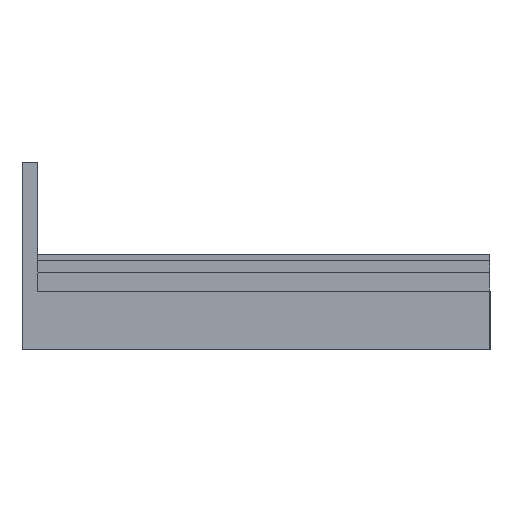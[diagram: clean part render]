
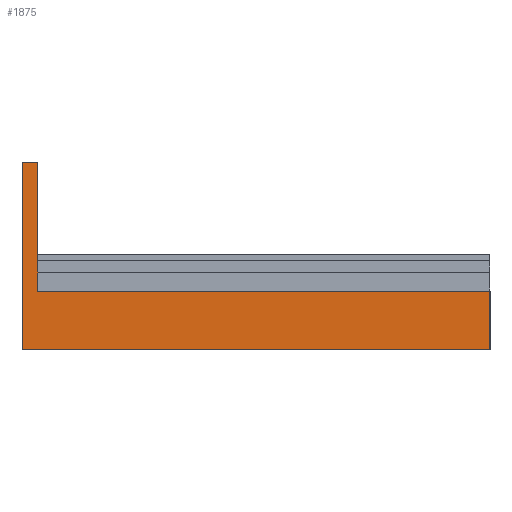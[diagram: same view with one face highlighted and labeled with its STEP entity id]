
A CAD part, left-side view. The second image highlights one B-rep face of the part: STEP entity #1875.
In plain terms, the highlighted planar face has unit normal (-1, 0, 0).
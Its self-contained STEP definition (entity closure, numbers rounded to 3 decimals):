
#1860=AXIS2_PLACEMENT_3D('Plane Axis2P3D',#1857,#1858,#1859) ;
#483=CARTESIAN_POINT('Vertex',(-38.1,58.,-48.5)) ;
#486=CARTESIAN_POINT('Line Origine',(-38.1,58.,-56.75)) ;
#490=CARTESIAN_POINT('Vertex',(-38.1,58.,-65.)) ;
#951=CARTESIAN_POINT('Line Origine',(-38.1,29.,-65.)) ;
#955=CARTESIAN_POINT('Vertex',(-38.1,0.,-65.)) ;
#986=CARTESIAN_POINT('Vertex',(-38.1,60.,-48.5)) ;
#989=CARTESIAN_POINT('Line Origine',(-38.1,59.,-48.5)) ;
#1131=CARTESIAN_POINT('Vertex',(-38.1,60.,-72.5)) ;
#1134=CARTESIAN_POINT('Line Origine',(-38.1,60.,-60.5)) ;
#1761=CARTESIAN_POINT('Line Origine',(-38.1,0.,-68.75)) ;
#1765=CARTESIAN_POINT('Vertex',(-38.1,0.,-72.5)) ;
#1857=CARTESIAN_POINT('Axis2P3D Location',(-38.1,0.,0.)) ;
#1862=CARTESIAN_POINT('Line Origine',(-38.1,30.,-72.5)) ;
#487=DIRECTION('Vector Direction',(0.,0.,-1.)) ;
#952=DIRECTION('Vector Direction',(0.,-1.,0.)) ;
#990=DIRECTION('Vector Direction',(0.,-1.,0.)) ;
#1135=DIRECTION('Vector Direction',(0.,0.,1.)) ;
#1762=DIRECTION('Vector Direction',(0.,0.,-1.)) ;
#1858=DIRECTION('Axis2P3D Direction',(-1.,0.,0.)) ;
#1859=DIRECTION('Axis2P3D XDirection',(0.,1.,0.)) ;
#1863=DIRECTION('Vector Direction',(0.,1.,0.)) ;
#488=VECTOR('Line Direction',#487,1.) ;
#953=VECTOR('Line Direction',#952,1.) ;
#991=VECTOR('Line Direction',#990,1.) ;
#1136=VECTOR('Line Direction',#1135,1.) ;
#1763=VECTOR('Line Direction',#1762,1.) ;
#1864=VECTOR('Line Direction',#1863,1.) ;
#1868=ORIENTED_EDGE('',*,*,#1767,.T.) ;
#1869=ORIENTED_EDGE('',*,*,#957,.T.) ;
#1870=ORIENTED_EDGE('',*,*,#492,.T.) ;
#1871=ORIENTED_EDGE('',*,*,#993,.T.) ;
#1872=ORIENTED_EDGE('',*,*,#1138,.T.) ;
#1873=ORIENTED_EDGE('',*,*,#1866,.T.) ;
#1875=ADVANCED_FACE('Copriterminale basso LTC inferiore',(#1874),#1861,.T.) ;
#492=EDGE_CURVE('',#491,#484,#489,.F.) ;
#957=EDGE_CURVE('',#956,#491,#954,.F.) ;
#993=EDGE_CURVE('',#484,#987,#992,.F.) ;
#1138=EDGE_CURVE('',#987,#1132,#1137,.F.) ;
#1767=EDGE_CURVE('',#1766,#956,#1764,.F.) ;
#1866=EDGE_CURVE('',#1132,#1766,#1865,.F.) ;
#1867=EDGE_LOOP('',(#1868,#1869,#1870,#1871,#1872,#1873)) ;
#1874=FACE_OUTER_BOUND('',#1867,.T.) ;
#489=LINE('Line',#486,#488) ;
#954=LINE('Line',#951,#953) ;
#992=LINE('Line',#989,#991) ;
#1137=LINE('Line',#1134,#1136) ;
#1764=LINE('Line',#1761,#1763) ;
#1865=LINE('Line',#1862,#1864) ;
#1861=PLANE('',#1860) ;
#484=VERTEX_POINT('',#483) ;
#491=VERTEX_POINT('',#490) ;
#956=VERTEX_POINT('',#955) ;
#987=VERTEX_POINT('',#986) ;
#1132=VERTEX_POINT('',#1131) ;
#1766=VERTEX_POINT('',#1765) ;
